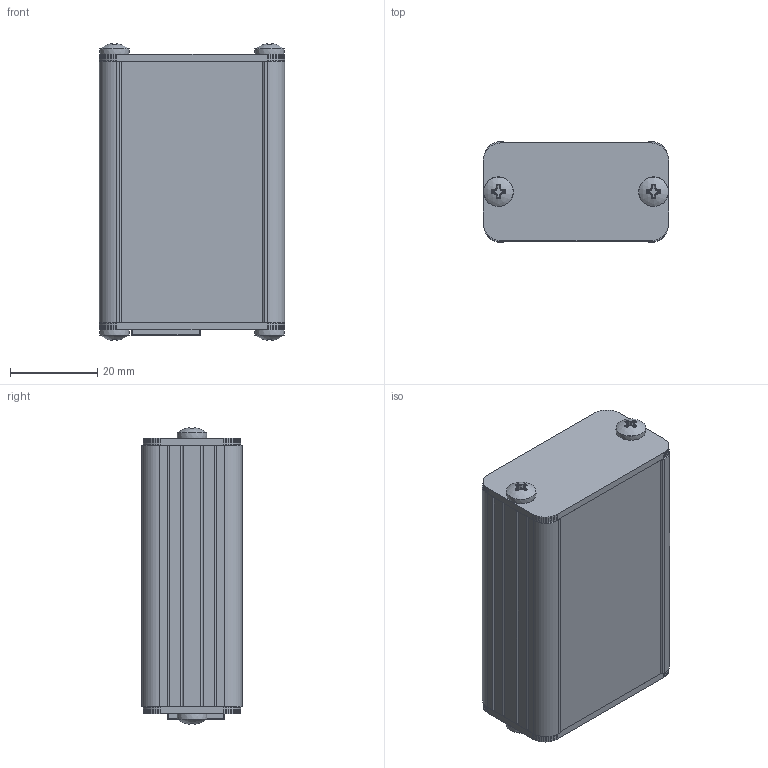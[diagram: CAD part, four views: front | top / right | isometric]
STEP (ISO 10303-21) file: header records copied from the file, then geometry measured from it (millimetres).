
FILE_DESCRIPTION(/* description */ (''),/* implementation_level */ '2;1');
FILE_NAME(/* name */ 'Magnetometer_Full.stp',/* time_stamp */ '2025-02-03T17:14:18-05:00',/* author */ ('moran'),/* organization */ (''),/* preprocessor_version */ 'ST-DEVELOPER v18.1',/* originating_system */ 'Autodesk Inventor 2022',/* authorisation */ '');
FILE_SCHEMA (('AUTOMOTIVE_DESIGN { 1 0 10303 214 3 1 1 }'));
Products named in the file (32): Magnetometer_Full; 1455D602; Extrusion Tube w. Inlay 60mm; Rear Panel; Rear Panel_1; panel; magnetometer panel PCB; Magnetometer; SSOP-16_3.9x4.9mm_P0.635mm; SSOP_16_39x49mm_P0635mm; C_1206_3216Metric; C_1206_3216Metric_1; R_0603_1608Metric; R_0603_1608Metric_1; CAP_TAJ-W-2312-LP_AVX; part; R_Array_Convex_4x0603; R_Array_Convex_4x0603_1; SOT-89-3; CQ assembly; D_SOD-123F; D_SOD_123F; C_0603_1608Metric; C_0603_1608Metric_1; SOIC-8_3.9x4.9mm_P1.27mm; SOIC_8_39x49mm_P127mm; DIP-8_W7.62mm; DIP-8_W7.62mm_1; rj45; A-2004-2-4-LPS-N-R; Magnetometer PCB; 91735A146_316 Stainless Steel Pan Head Phillips Screw
Assembly tree (50 placements, depth 4):
  Magnetometer_Full
    1455D602
      Extrusion Tube w. Inlay 60mm
    Rear Panel
      Rear Panel_1
    panel
      magnetometer panel PCB
    Magnetometer
      C_1206_3216Metric  x4
        C_1206_3216Metric_1
      R_Array_Convex_4x0603  x2
        R_Array_Convex_4x0603_1
      R_0603_1608Metric  x6
        R_0603_1608Metric_1
      C_0603_1608Metric  x5
        C_0603_1608Metric_1
      SSOP-16_3.9x4.9mm_P0.635mm
        SSOP_16_39x49mm_P0635mm
      CAP_TAJ-W-2312-LP_AVX  x2
        part
      SOIC-8_3.9x4.9mm_P1.27mm  x3
        SOIC_8_39x49mm_P127mm
      SOT-89-3
        CQ assembly
      D_SOD-123F
        D_SOD_123F
      DIP-8_W7.62mm
        DIP-8_W7.62mm_1
      rj45
        A-2004-2-4-LPS-N-R
      Magnetometer PCB
    91735A146_316 Stainless Steel Pan Head Phillips Screw  x4
Bounding box: 42.5 x 23 x 67.98 mm (x, y, z)
Volume: 22252.4 mm3; surface area: 32948.7 mm2
Topology: 58 solids, 58 shells, 2939 faces, 7718 edges, 4930 vertices
Faces by surface type: plane 1862, cylinder 813, bspline 138, cone 114, torus 8, sphere 4
Full cylindrical faces by diameter (mm): 0.5 x9, 0.6 x3, 0.7 x1, 0.8 x8, 0.889 x8, 1.25 x7, 1.6 x2, 2.474 x44, 3.2 x2, 3.505 x40, 3.575 x4, 4.3 x4
Entity records: 58501 total; most frequent: CARTESIAN_POINT 13822, ORIENTED_EDGE 8966, DIRECTION 8732, EDGE_CURVE 4483, LINE 3428, VECTOR 3428, VERTEX_POINT 2869, AXIS2_PLACEMENT_3D 2652
